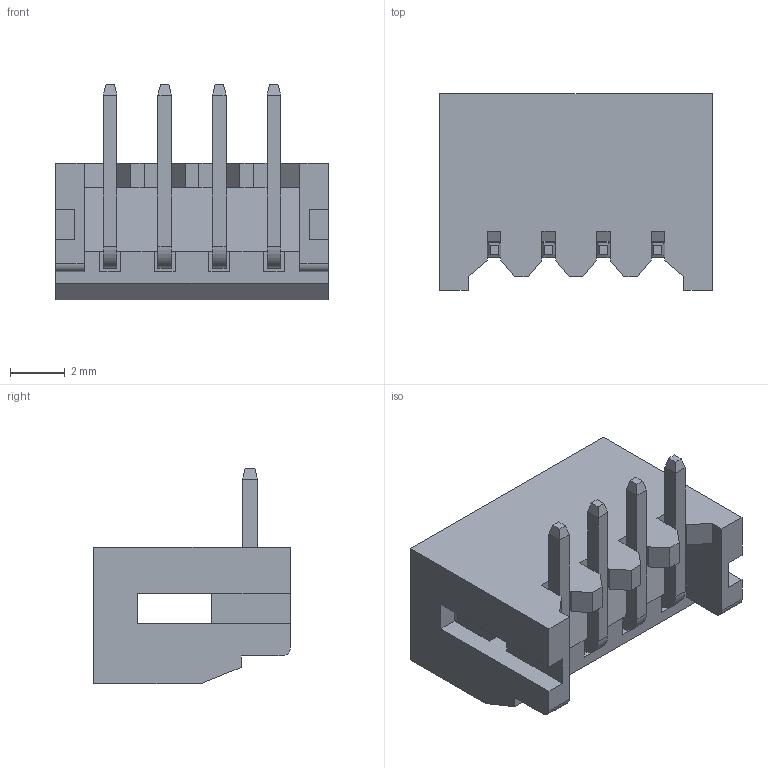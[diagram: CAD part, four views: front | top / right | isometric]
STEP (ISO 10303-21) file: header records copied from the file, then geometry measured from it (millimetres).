
FILE_DESCRIPTION(('OneSpaceDesigner STEP Export'),'2;1');
FILE_NAME('DF3-4P-2DS.stp','2008-02-07T15:32:37',(''),(''),'OneSpace Designer STEP processor for AP214 (Solid Model)','OneSpace Modeling 15.00A 14-Mar-2007 (C) CoCreate Software GmbH','');
FILE_SCHEMA(('AUTOMOTIVE_DESIGN { 1 0 10303 214 1 1 1 1 }'));
Length unit declared in the file: millimetre
Products named in the file (1): DF3-4P-2DS
Bounding box: 10 x 7.2 x 7.9 mm (x, y, z)
Volume: 136.8 mm3; surface area: 472.4 mm2
Topology: 1 solids, 1 shells, 213 faces, 611 edges, 380 vertices
Faces by surface type: plane 199, cylinder 14
Entity records: 6375 total; most frequent: ORIENTED_EDGE 1222, CARTESIAN_POINT 1106, DIRECTION 924, EDGE_CURVE 611, VECTOR 528, LINE 528, VERTEX_POINT 380, EDGE_LOOP 221
